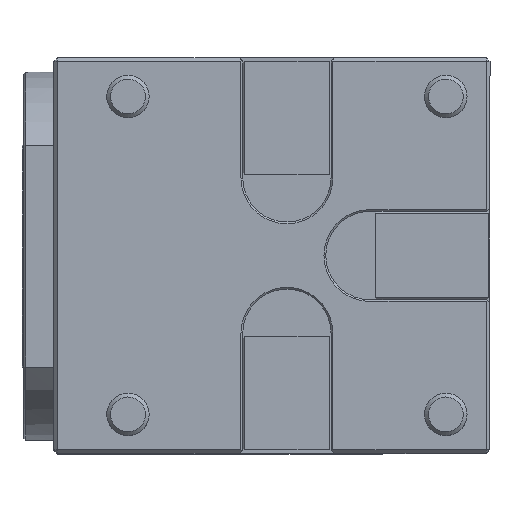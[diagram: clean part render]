
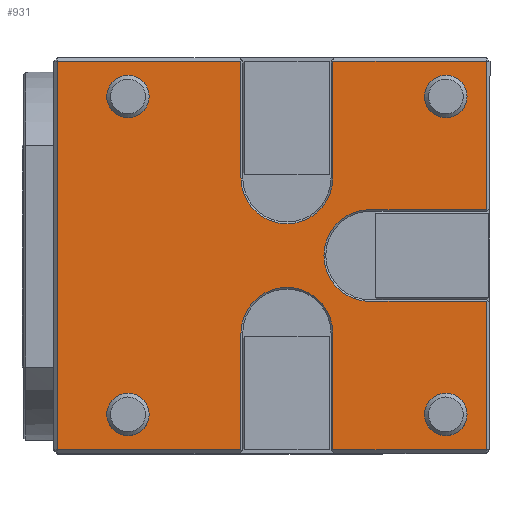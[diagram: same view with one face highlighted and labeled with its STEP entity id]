
A CAD part, top view. The second image highlights one B-rep face of the part: STEP entity #931.
In plain terms, the highlighted planar face has unit normal (0, 0, 1).
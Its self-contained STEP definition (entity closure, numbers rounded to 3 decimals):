
#36=LINE('',#4993,#410);
#37=LINE('',#4996,#411);
#38=LINE('',#5000,#412);
#39=LINE('',#5002,#413);
#40=LINE('',#5004,#414);
#41=LINE('',#5006,#415);
#42=LINE('',#5010,#416);
#43=LINE('',#5012,#417);
#44=LINE('',#5014,#418);
#45=LINE('',#5016,#419);
#46=LINE('',#5020,#420);
#47=LINE('',#5022,#421);
#48=LINE('',#5024,#422);
#410=VECTOR('',#3774,1.);
#411=VECTOR('',#3775,1.);
#412=VECTOR('',#3778,1.);
#413=VECTOR('',#3779,1.);
#414=VECTOR('',#3780,1.);
#415=VECTOR('',#3781,1.);
#416=VECTOR('',#3784,1.);
#417=VECTOR('',#3785,1.);
#418=VECTOR('',#3786,1.);
#419=VECTOR('',#3787,1.);
#420=VECTOR('',#3790,1.);
#421=VECTOR('',#3791,1.);
#422=VECTOR('',#3792,1.);
#846=FACE_BOUND('',#1470,.T.);
#847=FACE_BOUND('',#1471,.T.);
#848=FACE_BOUND('',#1472,.T.);
#849=FACE_BOUND('',#1473,.T.);
#850=FACE_BOUND('',#1474,.T.);
#931=ADVANCED_FACE('',(#846,#847,#848,#849,#850),#1127,.F.);
#1127=PLANE('',#3473);
#1470=EDGE_LOOP('',(#1725));
#1471=EDGE_LOOP('',(#1726));
#1472=EDGE_LOOP('',(#1727));
#1473=EDGE_LOOP('',(#1728));
#1474=EDGE_LOOP('',(#1729,#1730,#1731,#1732,#1733,#1734,#1735,#1736,#1737,
#1738,#1739,#1740,#1741,#1742,#1743,#1744));
#1725=ORIENTED_EDGE('',*,*,#2906,.T.);
#1726=ORIENTED_EDGE('',*,*,#2904,.T.);
#1727=ORIENTED_EDGE('',*,*,#2901,.T.);
#1728=ORIENTED_EDGE('',*,*,#2898,.T.);
#1729=ORIENTED_EDGE('',*,*,#2907,.T.);
#1730=ORIENTED_EDGE('',*,*,#2908,.T.);
#1731=ORIENTED_EDGE('',*,*,#2909,.T.);
#1732=ORIENTED_EDGE('',*,*,#2910,.T.);
#1733=ORIENTED_EDGE('',*,*,#2911,.T.);
#1734=ORIENTED_EDGE('',*,*,#2912,.T.);
#1735=ORIENTED_EDGE('',*,*,#2913,.T.);
#1736=ORIENTED_EDGE('',*,*,#2914,.T.);
#1737=ORIENTED_EDGE('',*,*,#2915,.T.);
#1738=ORIENTED_EDGE('',*,*,#2916,.T.);
#1739=ORIENTED_EDGE('',*,*,#2917,.T.);
#1740=ORIENTED_EDGE('',*,*,#2918,.T.);
#1741=ORIENTED_EDGE('',*,*,#2919,.T.);
#1742=ORIENTED_EDGE('',*,*,#2920,.T.);
#1743=ORIENTED_EDGE('',*,*,#2921,.T.);
#1744=ORIENTED_EDGE('',*,*,#2922,.T.);
#2615=VERTEX_POINT('',#4967);
#2618=VERTEX_POINT('',#4976);
#2621=VERTEX_POINT('',#4985);
#2623=VERTEX_POINT('',#4992);
#2624=VERTEX_POINT('',#4994);
#2625=VERTEX_POINT('',#4995);
#2626=VERTEX_POINT('',#4997);
#2627=VERTEX_POINT('',#4999);
#2628=VERTEX_POINT('',#5001);
#2629=VERTEX_POINT('',#5003);
#2630=VERTEX_POINT('',#5005);
#2631=VERTEX_POINT('',#5007);
#2632=VERTEX_POINT('',#5009);
#2633=VERTEX_POINT('',#5011);
#2634=VERTEX_POINT('',#5013);
#2635=VERTEX_POINT('',#5015);
#2636=VERTEX_POINT('',#5017);
#2637=VERTEX_POINT('',#5019);
#2638=VERTEX_POINT('',#5021);
#2639=VERTEX_POINT('',#5023);
#2898=EDGE_CURVE('',#2615,#2615,#3346,.T.);
#2901=EDGE_CURVE('',#2618,#2618,#3349,.T.);
#2904=EDGE_CURVE('',#2621,#2621,#3352,.T.);
#2906=EDGE_CURVE('',#2623,#2623,#3354,.T.);
#2907=EDGE_CURVE('',#2624,#2625,#36,.T.);
#2908=EDGE_CURVE('',#2625,#2626,#37,.T.);
#2909=EDGE_CURVE('',#2626,#2627,#3355,.T.);
#2910=EDGE_CURVE('',#2627,#2628,#38,.T.);
#2911=EDGE_CURVE('',#2628,#2629,#39,.T.);
#2912=EDGE_CURVE('',#2629,#2630,#40,.T.);
#2913=EDGE_CURVE('',#2630,#2631,#41,.T.);
#2914=EDGE_CURVE('',#2631,#2632,#3356,.T.);
#2915=EDGE_CURVE('',#2632,#2633,#42,.T.);
#2916=EDGE_CURVE('',#2633,#2634,#43,.T.);
#2917=EDGE_CURVE('',#2634,#2635,#44,.T.);
#2918=EDGE_CURVE('',#2635,#2636,#45,.T.);
#2919=EDGE_CURVE('',#2636,#2637,#3357,.T.);
#2920=EDGE_CURVE('',#2637,#2638,#46,.T.);
#2921=EDGE_CURVE('',#2638,#2639,#47,.T.);
#2922=EDGE_CURVE('',#2639,#2624,#48,.T.);
#3346=CIRCLE('',#3452,6.);
#3349=CIRCLE('',#3458,6.);
#3352=CIRCLE('',#3464,6.);
#3354=CIRCLE('',#3469,6.);
#3355=CIRCLE('',#3470,13.);
#3356=CIRCLE('',#3471,13.);
#3357=CIRCLE('',#3472,13.);
#3452=AXIS2_PLACEMENT_3D('',#4966,#3738,#3739);
#3458=AXIS2_PLACEMENT_3D('',#4975,#3750,#3751);
#3464=AXIS2_PLACEMENT_3D('',#4984,#3762,#3763);
#3469=AXIS2_PLACEMENT_3D('',#4991,#3772,#3773);
#3470=AXIS2_PLACEMENT_3D('',#4998,#3776,#3777);
#3471=AXIS2_PLACEMENT_3D('',#5008,#3782,#3783);
#3472=AXIS2_PLACEMENT_3D('',#5018,#3788,#3789);
#3473=AXIS2_PLACEMENT_3D('',#5025,#3793,#3794);
#3738=DIRECTION('',(0.,0.,-1.));
#3739=DIRECTION('',(0.,1.,0.));
#3750=DIRECTION('',(0.,0.,-1.));
#3751=DIRECTION('',(0.,1.,0.));
#3762=DIRECTION('',(0.,0.,-1.));
#3763=DIRECTION('',(0.,1.,0.));
#3772=DIRECTION('',(0.,0.,-1.));
#3773=DIRECTION('',(0.,1.,0.));
#3774=DIRECTION('',(1.,0.,0.));
#3775=DIRECTION('',(0.,1.,0.));
#3776=DIRECTION('',(0.,0.,-1.));
#3777=DIRECTION('',(1.,0.,0.));
#3778=DIRECTION('',(0.,-1.,0.));
#3779=DIRECTION('',(1.,0.,0.));
#3780=DIRECTION('',(0.,1.,0.));
#3781=DIRECTION('',(-1.,0.,0.));
#3782=DIRECTION('',(0.,0.,-1.));
#3783=DIRECTION('',(1.,0.,0.));
#3784=DIRECTION('',(1.,0.,0.));
#3785=DIRECTION('',(0.,1.,0.));
#3786=DIRECTION('',(-1.,0.,0.));
#3787=DIRECTION('',(0.,-1.,0.));
#3788=DIRECTION('',(0.,0.,-1.));
#3789=DIRECTION('',(1.,0.,0.));
#3790=DIRECTION('',(0.,1.,0.));
#3791=DIRECTION('',(-1.,0.,0.));
#3792=DIRECTION('',(0.,-1.,0.));
#3793=DIRECTION('',(0.,0.,-1.));
#3794=DIRECTION('',(-1.,0.,0.));
#4966=CARTESIAN_POINT('',(-45.,45.,0.));
#4967=CARTESIAN_POINT('',(-45.,51.,0.));
#4975=CARTESIAN_POINT('',(45.,45.,0.));
#4976=CARTESIAN_POINT('',(45.,51.,0.));
#4984=CARTESIAN_POINT('',(45.,-45.,0.));
#4985=CARTESIAN_POINT('',(45.,-39.,0.));
#4991=CARTESIAN_POINT('',(-45.,-45.,0.));
#4992=CARTESIAN_POINT('',(-45.,-39.,0.));
#4993=CARTESIAN_POINT('',(57.5,-55.,0.));
#4994=CARTESIAN_POINT('',(-65.,-55.,0.));
#4995=CARTESIAN_POINT('',(-13.,-55.,0.));
#4996=CARTESIAN_POINT('',(-13.,-22.,0.));
#4997=CARTESIAN_POINT('',(-13.,-22.,0.));
#4998=CARTESIAN_POINT('',(0.,-22.,0.));
#4999=CARTESIAN_POINT('',(13.,-22.,0.));
#5000=CARTESIAN_POINT('',(13.,-55.,0.));
#5001=CARTESIAN_POINT('',(13.,-55.,0.));
#5002=CARTESIAN_POINT('',(57.5,-55.,0.));
#5003=CARTESIAN_POINT('',(56.5,-55.,0.));
#5004=CARTESIAN_POINT('',(56.5,56.,0.));
#5005=CARTESIAN_POINT('',(56.5,-13.,0.));
#5006=CARTESIAN_POINT('',(23.5,-13.,0.));
#5007=CARTESIAN_POINT('',(23.5,-13.,0.));
#5008=CARTESIAN_POINT('',(23.5,0.,0.));
#5009=CARTESIAN_POINT('',(23.5,13.,0.));
#5010=CARTESIAN_POINT('',(56.5,13.,0.));
#5011=CARTESIAN_POINT('',(56.5,13.,0.));
#5012=CARTESIAN_POINT('',(56.5,56.,0.));
#5013=CARTESIAN_POINT('',(56.5,55.,0.));
#5014=CARTESIAN_POINT('',(13.5,55.,0.));
#5015=CARTESIAN_POINT('',(13.,55.,0.));
#5016=CARTESIAN_POINT('',(13.,22.,0.));
#5017=CARTESIAN_POINT('',(13.,22.,0.));
#5018=CARTESIAN_POINT('',(0.,22.,0.));
#5019=CARTESIAN_POINT('',(-13.,22.,0.));
#5020=CARTESIAN_POINT('',(-13.,55.,0.));
#5021=CARTESIAN_POINT('',(-13.,55.,0.));
#5022=CARTESIAN_POINT('',(-66.,55.,0.));
#5023=CARTESIAN_POINT('',(-65.,55.,0.));
#5024=CARTESIAN_POINT('',(-65.,56.,0.));
#5025=CARTESIAN_POINT('',(57.5,56.,0.));
